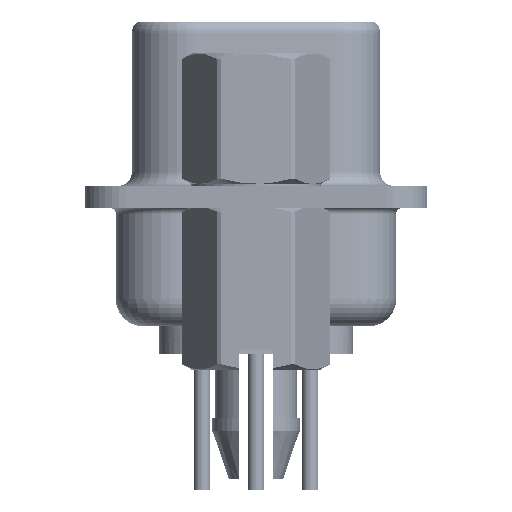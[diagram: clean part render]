
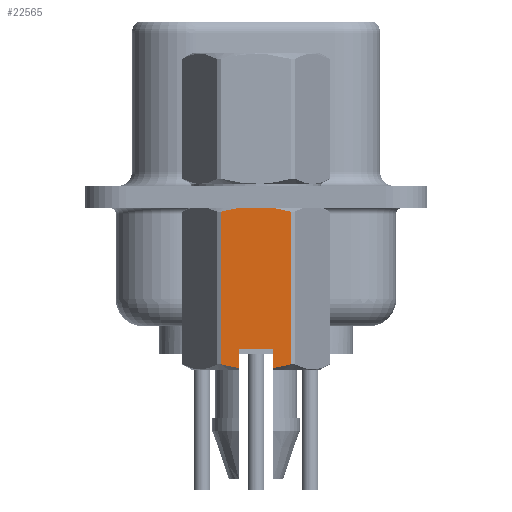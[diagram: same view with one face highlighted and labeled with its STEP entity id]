
A CAD part, left-side view. The second image highlights one B-rep face of the part: STEP entity #22565.
In plain terms, the highlighted planar face has unit normal (-1, 0, 0).
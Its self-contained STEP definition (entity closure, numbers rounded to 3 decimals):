
#516 = CARTESIAN_POINT ( 'NONE',  ( -2.381, -1.273, -6.148 ) ) ;
#798 = ORIENTED_EDGE ( 'NONE', *, *, #20371, .T. ) ;
#1057 = LINE ( 'NONE', #11433, #13118 ) ;
#1549 = CARTESIAN_POINT ( 'NONE',  ( -2.381, -0.215, -0.368 ) ) ;
#1928 = ORIENTED_EDGE ( 'NONE', *, *, #5886, .T. ) ;
#2663 = EDGE_LOOP ( 'NONE', ( #22261, #20176, #24038, #2742, #798, #26159, #1928, #21353, #16991 ) ) ;
#2742 = ORIENTED_EDGE ( 'NONE', *, *, #30801, .T. ) ;
#2848 = CARTESIAN_POINT ( 'NONE',  ( -2.381, -0.625, -5.6 ) ) ;
#3716 = DIRECTION ( 'NONE',  ( 0., 0., -1. ) ) ;
#3885 = CARTESIAN_POINT ( 'NONE',  ( -2.381, 1.273, 0.581 ) ) ;
#3997 = DIRECTION ( 'NONE',  ( 0., 0., 1. ) ) ;
#4177 = CARTESIAN_POINT ( 'NONE',  ( -2.381, -0.625, -5.6 ) ) ;
#4697 = CARTESIAN_POINT ( 'NONE',  ( -2.381, -0.842, -6.254 ) ) ;
#4897 = CARTESIAN_POINT ( 'NONE',  ( -2.381, 1.273, -6.148 ) ) ;
#5886 = EDGE_CURVE ( 'NONE', #26953, #31191, #23327, .T. ) ;
#6608 = LINE ( 'NONE', #3885, #24659 ) ;
#6626 = CARTESIAN_POINT ( 'NONE',  ( -2.381, -1.273, -0.552 ) ) ;
#8515 = EDGE_CURVE ( 'NONE', #19534, #22837, #1057, .T. ) ;
#10509 = DIRECTION ( 'NONE',  ( 0., 0., -1. ) ) ;
#10743 = B_SPLINE_CURVE_WITH_KNOTS ( 'NONE', 3,
 ( #29653, #17051, #14512, #27244, #1549, #11774 ),
 .UNSPECIFIED., .F., .F.,
 ( 4, 2, 4 ),
 ( 0.003, 0.003, 0.004 ),
 .UNSPECIFIED. ) ;
#10977 = VECTOR ( 'NONE', #25485, 1000. ) ;
#11433 = CARTESIAN_POINT ( 'NONE',  ( -2.381, 0.625, -5.6 ) ) ;
#11538 = VERTEX_POINT ( 'NONE', #22535 ) ;
#11553 = CARTESIAN_POINT ( 'NONE',  ( -2.381, 0.215, -0.368 ) ) ;
#11730 = CARTESIAN_POINT ( 'NONE',  ( -2.381, 0.432, -0.385 ) ) ;
#11774 = CARTESIAN_POINT ( 'NONE',  ( -2.381, 0., -0.368 ) ) ;
#12051 = EDGE_CURVE ( 'NONE', #23432, #26953, #10743, .T. ) ;
#12304 = CARTESIAN_POINT ( 'NONE',  ( -2.381, 0.625, -5.6 ) ) ;
#12497 = CARTESIAN_POINT ( 'NONE',  ( -2.381, -1.06, -6.206 ) ) ;
#13118 = VECTOR ( 'NONE', #21810, 1000. ) ;
#13350 = CARTESIAN_POINT ( 'NONE',  ( -2.381, 0.625, -6.285 ) ) ;
#13393 = VECTOR ( 'NONE', #10509, 1000. ) ;
#14512 = CARTESIAN_POINT ( 'NONE',  ( -2.381, -0.853, -0.449 ) ) ;
#14981 = B_SPLINE_CURVE_WITH_KNOTS ( 'NONE', 3,
 ( #27641, #4697, #12497, #15065 ),
 .UNSPECIFIED., .F., .F.,
 ( 4, 4 ),
 ( 0.003, 0.004 ),
 .UNSPECIFIED. ) ;
#15065 = CARTESIAN_POINT ( 'NONE',  ( -2.381, -1.273, -6.148 ) ) ;
#16243 = PLANE ( 'NONE',  #24037 ) ;
#16756 = DIRECTION ( 'NONE',  ( -1., 0., 0. ) ) ;
#16991 = ORIENTED_EDGE ( 'NONE', *, *, #17460, .T. ) ;
#17051 = CARTESIAN_POINT ( 'NONE',  ( -2.381, -1.065, -0.496 ) ) ;
#17250 = EDGE_CURVE ( 'NONE', #31191, #26597, #6608, .T. ) ;
#17460 = EDGE_CURVE ( 'NONE', #26597, #22837, #22541, .T. ) ;
#18335 = CARTESIAN_POINT ( 'NONE',  ( -2.381, 0.845, -6.253 ) ) ;
#18341 = LINE ( 'NONE', #2848, #13393 ) ;
#19534 = VERTEX_POINT ( 'NONE', #12304 ) ;
#19721 = CARTESIAN_POINT ( 'NONE',  ( -2.381, 0., -0.368 ) ) ;
#19788 = CARTESIAN_POINT ( 'NONE',  ( -2.381, 1.273, -0.552 ) ) ;
#20176 = ORIENTED_EDGE ( 'NONE', *, *, #22355, .F. ) ;
#20371 = EDGE_CURVE ( 'NONE', #29646, #23432, #33129, .T. ) ;
#20902 = CARTESIAN_POINT ( 'NONE',  ( -2.381, 1.06, -6.206 ) ) ;
#21353 = ORIENTED_EDGE ( 'NONE', *, *, #17250, .T. ) ;
#21355 = CARTESIAN_POINT ( 'NONE',  ( -2.381, -1.375, -0.35 ) ) ;
#21810 = DIRECTION ( 'NONE',  ( 0., 0., -1. ) ) ;
#22261 = ORIENTED_EDGE ( 'NONE', *, *, #8515, .F. ) ;
#22262 = CARTESIAN_POINT ( 'NONE',  ( -2.381, 1.273, -0.552 ) ) ;
#22355 = EDGE_CURVE ( 'NONE', #30507, #19534, #30937, .T. ) ;
#22535 = CARTESIAN_POINT ( 'NONE',  ( -2.381, -0.625, -6.285 ) ) ;
#22541 = B_SPLINE_CURVE_WITH_KNOTS ( 'NONE', 3,
 ( #31094, #20902, #18335, #23278 ),
 .UNSPECIFIED., .F., .F.,
 ( 4, 4 ),
 ( 0.001, 0.002 ),
 .UNSPECIFIED. ) ;
#22565 = ADVANCED_FACE ( 'NONE', ( #27123 ), #16243, .T. ) ;
#22837 = VERTEX_POINT ( 'NONE', #13350 ) ;
#23278 = CARTESIAN_POINT ( 'NONE',  ( -2.381, 0.625, -6.285 ) ) ;
#23327 = B_SPLINE_CURVE_WITH_KNOTS ( 'NONE', 3,
 ( #19721, #11553, #11730, #30120, #24656, #22262 ),
 .UNSPECIFIED., .F., .F.,
 ( 4, 2, 4 ),
 ( 0.004, 0.004, 0.005 ),
 .UNSPECIFIED. ) ;
#23432 = VERTEX_POINT ( 'NONE', #6626 ) ;
#24037 = AXIS2_PLACEMENT_3D ( 'NONE', #21355, #16756, #3997 ) ;
#24038 = ORIENTED_EDGE ( 'NONE', *, *, #28515, .T. ) ;
#24656 = CARTESIAN_POINT ( 'NONE',  ( -2.381, 1.066, -0.496 ) ) ;
#24659 = VECTOR ( 'NONE', #3716, 1000. ) ;
#25311 = DIRECTION ( 'NONE',  ( 0., 0., 1. ) ) ;
#25485 = DIRECTION ( 'NONE',  ( 0., 1., 0. ) ) ;
#26159 = ORIENTED_EDGE ( 'NONE', *, *, #12051, .T. ) ;
#26455 = CARTESIAN_POINT ( 'NONE',  ( -2.381, -0.625, -5.6 ) ) ;
#26597 = VERTEX_POINT ( 'NONE', #4897 ) ;
#26953 = VERTEX_POINT ( 'NONE', #33094 ) ;
#27123 = FACE_OUTER_BOUND ( 'NONE', #2663, .T. ) ;
#27244 = CARTESIAN_POINT ( 'NONE',  ( -2.381, -0.428, -0.385 ) ) ;
#27641 = CARTESIAN_POINT ( 'NONE',  ( -2.381, -0.625, -6.285 ) ) ;
#28365 = CARTESIAN_POINT ( 'NONE',  ( -2.381, -1.273, 0.581 ) ) ;
#28515 = EDGE_CURVE ( 'NONE', #30507, #11538, #18341, .T. ) ;
#29646 = VERTEX_POINT ( 'NONE', #516 ) ;
#29653 = CARTESIAN_POINT ( 'NONE',  ( -2.381, -1.273, -0.552 ) ) ;
#30120 = CARTESIAN_POINT ( 'NONE',  ( -2.381, 0.858, -0.45 ) ) ;
#30507 = VERTEX_POINT ( 'NONE', #4177 ) ;
#30801 = EDGE_CURVE ( 'NONE', #11538, #29646, #14981, .T. ) ;
#30937 = LINE ( 'NONE', #26455, #10977 ) ;
#31094 = CARTESIAN_POINT ( 'NONE',  ( -2.381, 1.273, -6.148 ) ) ;
#31106 = VECTOR ( 'NONE', #25311, 1000. ) ;
#31191 = VERTEX_POINT ( 'NONE', #19788 ) ;
#33094 = CARTESIAN_POINT ( 'NONE',  ( -2.381, 0., -0.368 ) ) ;
#33129 = LINE ( 'NONE', #28365, #31106 ) ;
